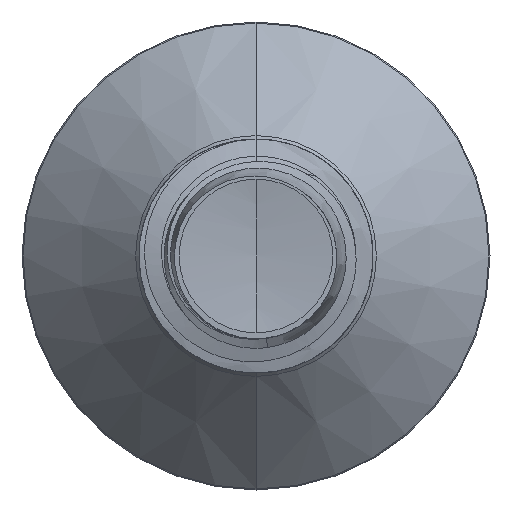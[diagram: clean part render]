
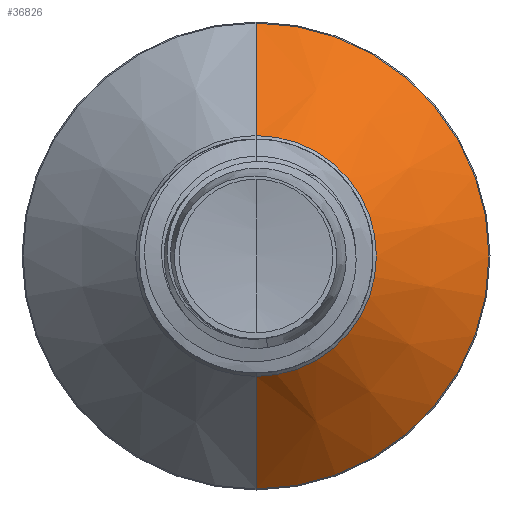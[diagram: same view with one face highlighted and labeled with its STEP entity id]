
A CAD part, front view. The second image highlights one B-rep face of the part: STEP entity #36826.
In plain terms, the highlighted conical face has half-angle 45 degrees and reference radius 3.088 mm.
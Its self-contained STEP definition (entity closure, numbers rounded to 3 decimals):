
#2328 = DIRECTION ( 'NONE',  ( 0., 1., 0. ) ) ;
#4124 = DIRECTION ( 'NONE',  ( 0., 0., 1. ) ) ;
#5264 = CARTESIAN_POINT ( 'NONE',  ( 0., 31.239, 3.089 ) ) ;
#7344 = LINE ( 'NONE', #35158, #37221 ) ;
#7430 = AXIS2_PLACEMENT_3D ( 'NONE', #30153, #2328, #34659 ) ;
#8791 = EDGE_LOOP ( 'NONE', ( #21103, #33075, #45073, #10514 ) ) ;
#10514 = ORIENTED_EDGE ( 'NONE', *, *, #42184, .F. ) ;
#11129 = AXIS2_PLACEMENT_3D ( 'NONE', #37834, #28983, #24455 ) ;
#11365 = CARTESIAN_POINT ( 'NONE',  ( 0., 34.124, 5.974 ) ) ;
#14727 = VERTEX_POINT ( 'NONE', #46946 ) ;
#15442 = EDGE_CURVE ( 'NONE', #18184, #37158, #50269, .T. ) ;
#16652 = EDGE_CURVE ( 'NONE', #53450, #14727, #23591, .T. ) ;
#18184 = VERTEX_POINT ( 'NONE', #27971 ) ;
#21103 = ORIENTED_EDGE ( 'NONE', *, *, #15442, .T. ) ;
#22798 = AXIS2_PLACEMENT_3D ( 'NONE', #59143, #31726, #4124 ) ;
#23591 = CIRCLE ( 'NONE', #22798, 5.974 ) ;
#24455 = DIRECTION ( 'NONE',  ( 0., 0., 1. ) ) ;
#27471 = FACE_OUTER_BOUND ( 'NONE', #8791, .T. ) ;
#27971 = CARTESIAN_POINT ( 'NONE',  ( 0., 31.239, 3.089 ) ) ;
#28146 = VECTOR ( 'NONE', #32721, 1000. ) ;
#28983 = DIRECTION ( 'NONE',  ( 0., 1., 0. ) ) ;
#29545 = LINE ( 'NONE', #5264, #28146 ) ;
#30153 = CARTESIAN_POINT ( 'NONE',  ( 0., 31.239, 0. ) ) ;
#31726 = DIRECTION ( 'NONE',  ( 0., 1., 0. ) ) ;
#32721 = DIRECTION ( 'NONE',  ( 0., 0.707, 0.707 ) ) ;
#33075 = ORIENTED_EDGE ( 'NONE', *, *, #53880, .T. ) ;
#34659 = DIRECTION ( 'NONE',  ( 0., 0., 1. ) ) ;
#35158 = CARTESIAN_POINT ( 'NONE',  ( 0., 31.239, -3.089 ) ) ;
#35174 = CONICAL_SURFACE ( 'NONE', #11129, 3.089, 0.785 ) ;
#36826 = ADVANCED_FACE ( 'NONE', ( #27471 ), #35174, .T. ) ;
#37158 = VERTEX_POINT ( 'NONE', #38223 ) ;
#37221 = VECTOR ( 'NONE', #39121, 1000. ) ;
#37834 = CARTESIAN_POINT ( 'NONE',  ( 0., 31.239, 0. ) ) ;
#38223 = CARTESIAN_POINT ( 'NONE',  ( 0., 31.239, -3.089 ) ) ;
#39121 = DIRECTION ( 'NONE',  ( 0., 0.707, -0.707 ) ) ;
#42184 = EDGE_CURVE ( 'NONE', #18184, #53450, #29545, .T. ) ;
#45073 = ORIENTED_EDGE ( 'NONE', *, *, #16652, .F. ) ;
#46946 = CARTESIAN_POINT ( 'NONE',  ( 0., 34.124, -5.974 ) ) ;
#50269 = CIRCLE ( 'NONE', #7430, 3.089 ) ;
#53450 = VERTEX_POINT ( 'NONE', #11365 ) ;
#53880 = EDGE_CURVE ( 'NONE', #37158, #14727, #7344, .T. ) ;
#59143 = CARTESIAN_POINT ( 'NONE',  ( 0., 34.124, 0. ) ) ;
